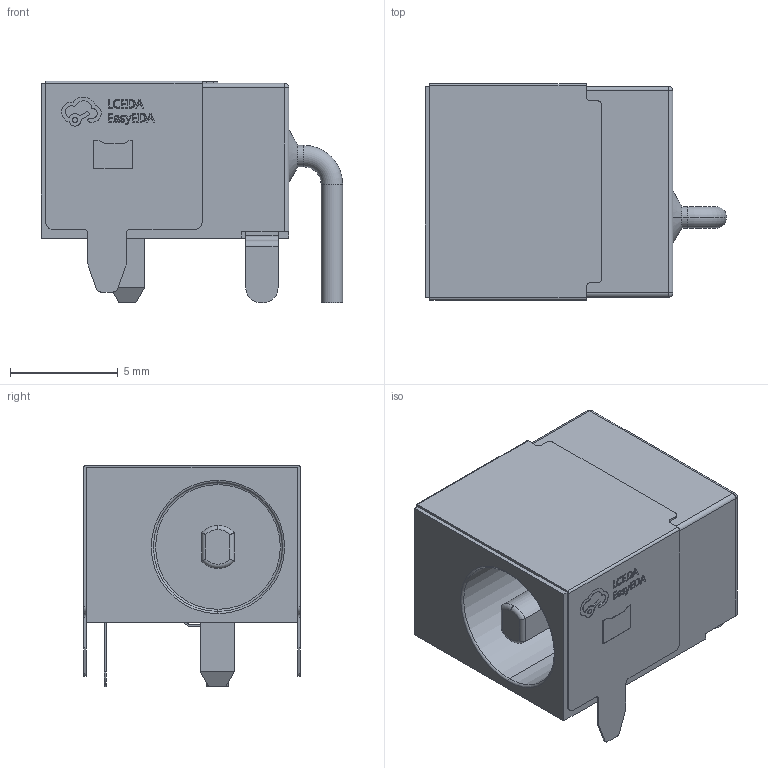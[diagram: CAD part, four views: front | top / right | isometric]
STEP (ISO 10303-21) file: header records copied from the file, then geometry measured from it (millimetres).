
FILE_DESCRIPTION (( 'STEP AP214' ), '1' );
FILE_NAME ('DC-IN-TH_DC-044K-D025.step', '2022-06-21T13:46:54', ( '' ), ( '' ), 'SwSTEP 2.0', 'SolidWorks 2020', '' );
FILE_SCHEMA (( 'AUTOMOTIVE_DESIGN' ));
Length unit declared in the file: millimetre
Products named in the file (1): DC-IN-TH_DC-044K-D025
Bounding box: 14 x 10.1 x 10.3 mm (x, y, z)
Volume: 690.4 mm3; surface area: 953.5 mm2
Topology: 1 solids, 1 shells, 446 faces, 1209 edges, 796 vertices
Faces by surface type: plane 277, bspline 114, cylinder 42, torus 9, cone 2, sphere 2
Entity records: 19515 total; most frequent: CARTESIAN_POINT 4832, ORIENTED_EDGE 2414, DIRECTION 1734, EDGE_CURVE 1207, VECTOR 874, LINE 874, VERTEX_POINT 796, EDGE_LOOP 483
